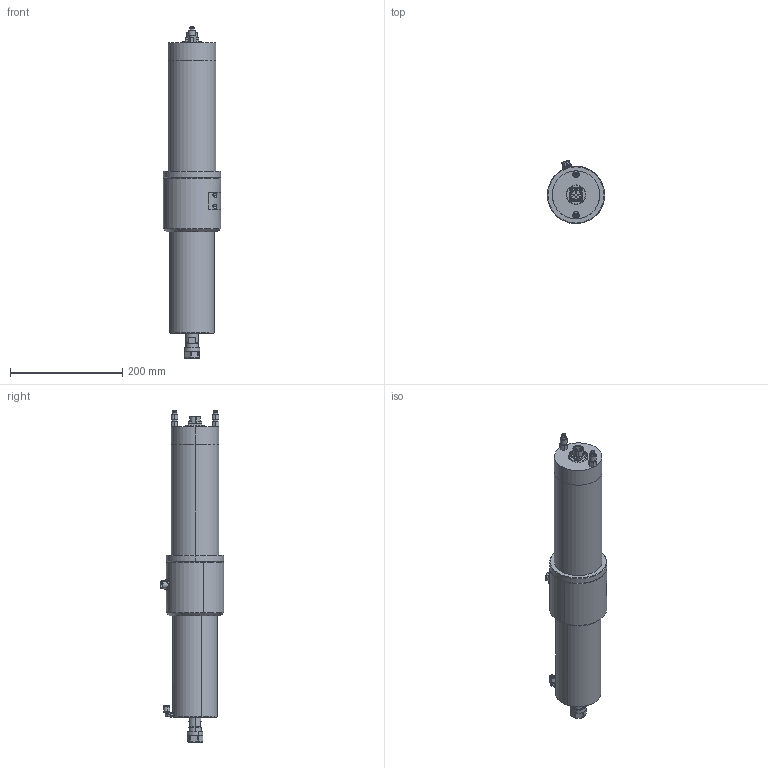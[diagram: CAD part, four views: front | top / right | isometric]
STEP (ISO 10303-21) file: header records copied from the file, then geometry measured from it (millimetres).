
FILE_DESCRIPTION (( 'STEP AP203' ), '1' );
FILE_NAME ('GDC80-12Z-1.5.STEP', '2021-11-30T11:40:33', ( 'Sky123.Org' ), ( 'Sky123.Org' ), 'SwSTEP 2.0', 'SolidWorks 2018', '' );
FILE_SCHEMA (( 'CONFIG_CONTROL_DESIGN' ));
Length unit declared in the file: millimetre
Products named in the file (18): GB／T70．1-2000内六角圆柱头螺钉M2×10(8．8级); GDC80-12Z-1.5俋褲裔啣; ER16粟俶芠標; GDC80-12Z-1.5粣芛; ER16蹟簽; GDC80-12Z-1.5前盖SLDPRT; GDZ23-1儂褲; GDC80-12Z-1.5; 苤蝶菜; GDZ23-1堤盄釱; 苤脣芛; GDZ17阨郲; PL6M5-M; GDZ23-1粣創釱; GB／T70．1-2000内六角圆柱头螺钉M3×16(8．8级); 堤盄釱脣芛18x18M20; GB／T70．1-2000内六角圆柱头螺钉M4×20(8．8级); GDC80-12Z-1.5俋褲
Assembly tree (27 placements, depth 2):
  GDC80-12Z-1.5
    GDZ23-1儂褲
    GDZ23-1堤盄釱
    GDZ17阨郲  x2
    GDZ23-1粣創釱
    堤盄釱脣芛18x18M20
    GDC80-12Z-1.5俋褲
    GDC80-12Z-1.5俋褲裔啣
    GDC80-12Z-1.5粣芛
    GDC80-12Z-1.5前盖SLDPRT
    苤蝶菜
    苤脣芛
    PL6M5-M
    GB／T70．1-2000内六角圆柱头螺钉M3×16(8．8级)  x4
    GB／T70．1-2000内六角圆柱头螺钉M4×20(8．8级)  x4
    GB／T70．1-2000内六角圆柱头螺钉M2×10(8．8级)  x4
    ER16粟俶芠標
    ER16蹟簽
Bounding box: 102 x 112.81 x 590.7 mm (x, y, z)
Volume: 2979865.7 mm3; surface area: 259614.8 mm2
Topology: 27 solids, 27 shells, 760 faces, 1700 edges, 1055 vertices
Faces by surface type: plane 307, cylinder 278, cone 91, torus 63, sphere 21
Entity records: 18185 total; most frequent: CARTESIAN_POINT 3302, DIRECTION 2911, ORIENTED_EDGE 2432, EDGE_CURVE 1216, AXIS2_PLACEMENT_3D 1173, VERTEX_POINT 770, EDGE_LOOP 654, CIRCLE 602
